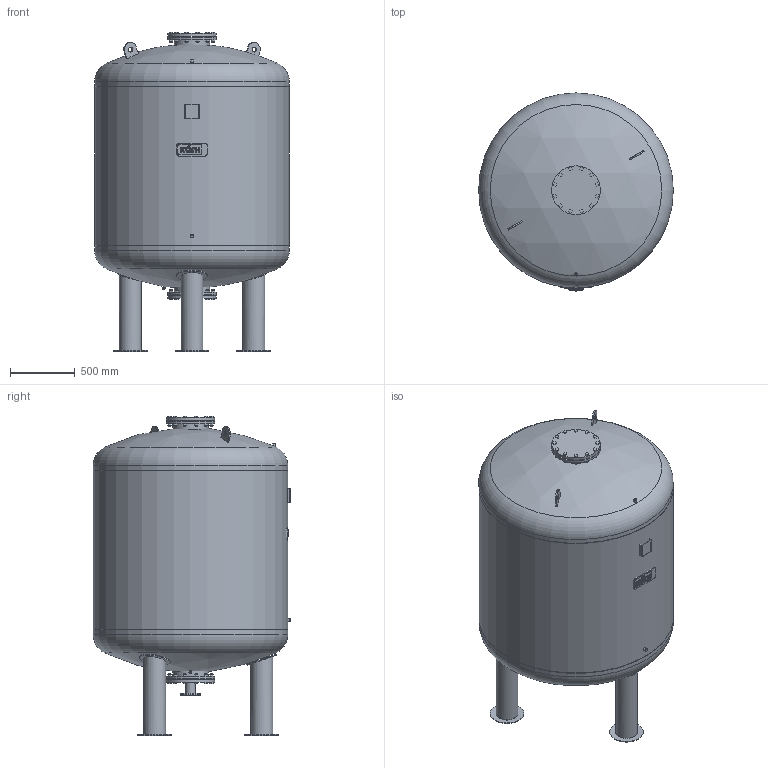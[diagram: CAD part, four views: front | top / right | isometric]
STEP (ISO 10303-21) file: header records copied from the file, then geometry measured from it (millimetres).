
FILE_DESCRIPTION(/* description */ (''),/* implementation_level */ '2;1');
FILE_NAME(/* name */ '3d_ReflexomatRF3000_6bar-8652505.stp',/* time_stamp */ '2024-09-24T14:55:56+02:00',/* author */ ('Andrzej'),/* organization */ (''),/* preprocessor_version */ 'ST-DEVELOPER v16.13',/* originating_system */ 'AutoCAD Mechanical',/* authorisation */ '');
FILE_SCHEMA (('AUTOMOTIVE_DESIGN { 1 0 10303 214 3 1 1 }'));
Length unit declared in the file: millimetre
Products named in the file (1): Product
Bounding box: 1500 x 1524 x 2463.75 mm (x, y, z)
Volume: 2992651391.6 mm3; surface area: 21324015.8 mm2
Topology: 21 solids, 24 shells, 801 faces, 1926 edges, 1266 vertices
Faces by surface type: plane 563, cylinder 177, cone 35, sphere 17, torus 9
Full cylindrical faces by diameter (mm): 3 x1, 14 x4, 14.95 x1, 16 x48, 19 x1, 21.3 x3, 26.9 x1, 27 x1, 38 x2, 76.1 x2, 159.3 x3, 160 x1, 168.3 x3, 240 x3, 260 x3, 260.4 x2, 272.4 x1, 273 x1, 375 x4, 1500 x3
Entity records: 22667 total; most frequent: CARTESIAN_POINT 4120, DIRECTION 3791, ORIENTED_EDGE 3530, EDGE_CURVE 1765, LINE 1325, VECTOR 1325, VERTEX_POINT 1236, AXIS2_PLACEMENT_3D 1233
